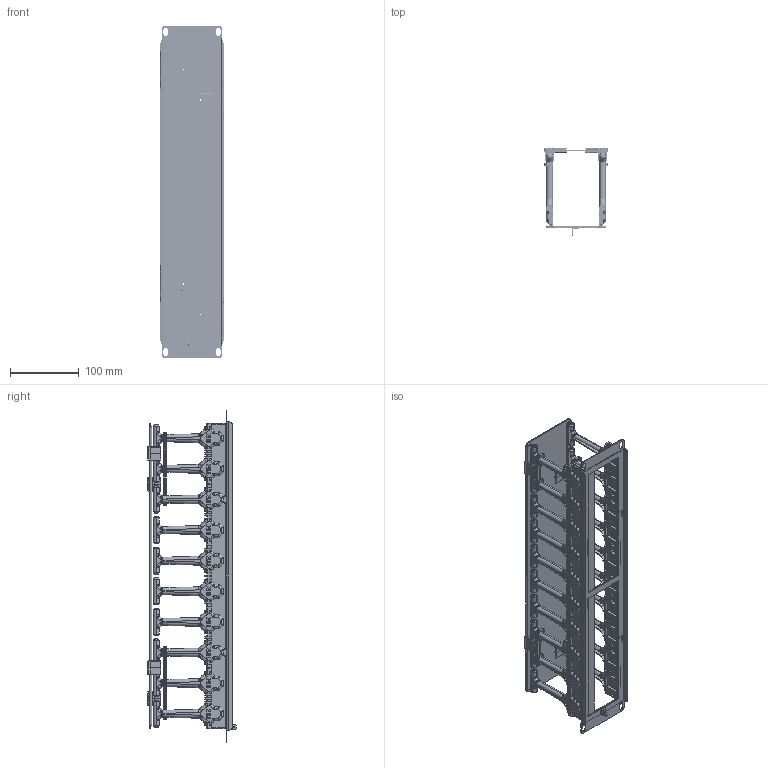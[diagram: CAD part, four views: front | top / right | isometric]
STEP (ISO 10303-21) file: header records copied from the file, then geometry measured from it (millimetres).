
FILE_DESCRIPTION (( 'STEP AP203' ), '1' );
FILE_NAME ('ZP-CC05-02U-H-R ITK Êàáåëü-îðãàíàéçåð ãîðèçîíòàëüíûé 19 2U ÷åð. ÐÔ.STEP', '2024-09-18T12:59:50', ( '' ), ( '' ), 'SwSTEP 2.0', 'SolidWorks 2022', '' );
FILE_SCHEMA (( 'CONFIG_CONTROL_DESIGN' ));
Length unit declared in the file: millimetre
Products named in the file (1): ZP-CC05-02U-H-R ITK Кабель-органайзер горизонтальный 19 2U чер. РФ
Bounding box: 94.2 x 128.65 x 482.6 mm (x, y, z)
Volume: 388798.2 mm3; surface area: 414134.5 mm2
Topology: 22 solids, 22 shells, 7796 faces, 20136 edges, 12412 vertices
Faces by surface type: plane 3466, cylinder 2334, bspline 1456, cone 324, torus 200, sphere 16
Entity records: 254677 total; most frequent: CARTESIAN_POINT 82601, ORIENTED_EDGE 40080, DIRECTION 31206, EDGE_CURVE 20040, VERTEX_POINT 12412, VECTOR 11692, LINE 11692, AXIS2_PLACEMENT_3D 9757
